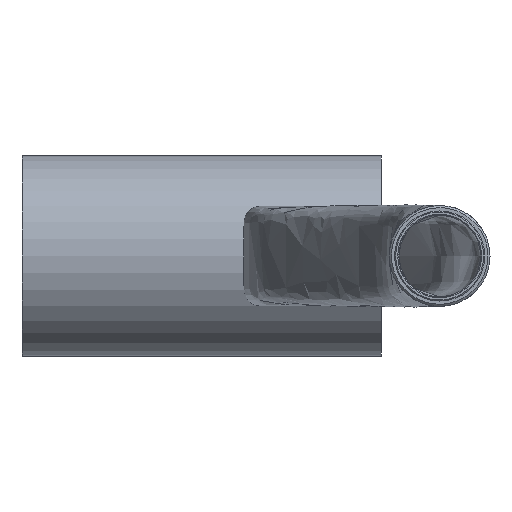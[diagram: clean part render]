
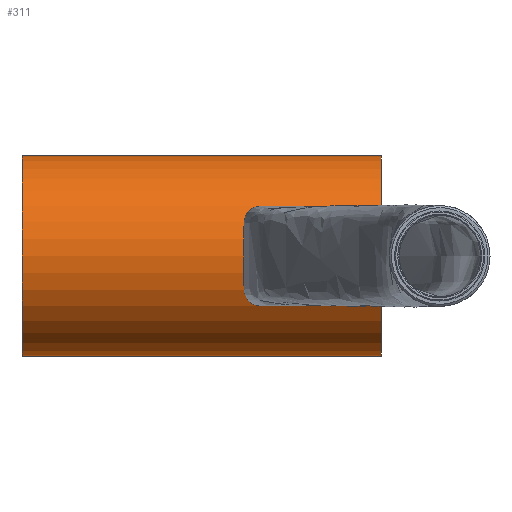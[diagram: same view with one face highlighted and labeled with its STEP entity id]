
A CAD part, left-side view. The second image highlights one B-rep face of the part: STEP entity #311.
In plain terms, the highlighted cylindrical face has radius 19.05 mm (diameter 38.1 mm), a full revolution.
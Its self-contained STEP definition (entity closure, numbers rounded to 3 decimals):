
#56=CYLINDRICAL_SURFACE('',#350,19.05);
#80=FACE_OUTER_BOUND('',#100,.T.);
#100=EDGE_LOOP('',(#289,#290,#291,#292));
#109=LINE('',#7533,#116);
#116=VECTOR('',#410,19.05);
#126=CIRCLE('',#346,19.05);
#129=CIRCLE('',#351,19.05);
#159=VERTEX_POINT('',#7522);
#162=VERTEX_POINT('',#7531);
#201=EDGE_CURVE('',#159,#159,#126,.T.);
#205=EDGE_CURVE('',#162,#162,#129,.T.);
#206=EDGE_CURVE('',#162,#159,#109,.T.);
#289=ORIENTED_EDGE('',*,*,#205,.F.);
#290=ORIENTED_EDGE('',*,*,#206,.T.);
#291=ORIENTED_EDGE('',*,*,#201,.F.);
#292=ORIENTED_EDGE('',*,*,#206,.F.);
#311=ADVANCED_FACE('',(#80),#56,.T.);
#346=AXIS2_PLACEMENT_3D('',#7523,#397,#398);
#350=AXIS2_PLACEMENT_3D('',#7530,#406,#407);
#351=AXIS2_PLACEMENT_3D('',#7532,#408,#409);
#397=DIRECTION('center_axis',(0.,-1.,0.));
#398=DIRECTION('ref_axis',(1.,0.,0.));
#406=DIRECTION('center_axis',(0.,1.,0.));
#407=DIRECTION('ref_axis',(1.,0.,0.));
#408=DIRECTION('center_axis',(0.,1.,0.));
#409=DIRECTION('ref_axis',(1.,0.,0.));
#410=DIRECTION('',(0.,-1.,0.));
#7522=CARTESIAN_POINT('',(-19.05,-34.,0.));
#7523=CARTESIAN_POINT('Origin',(0.,-34.,0.));
#7530=CARTESIAN_POINT('Origin',(0.,0.,0.));
#7531=CARTESIAN_POINT('',(-19.05,34.,0.));
#7532=CARTESIAN_POINT('Origin',(0.,34.,0.));
#7533=CARTESIAN_POINT('',(-19.05,0.,0.));
